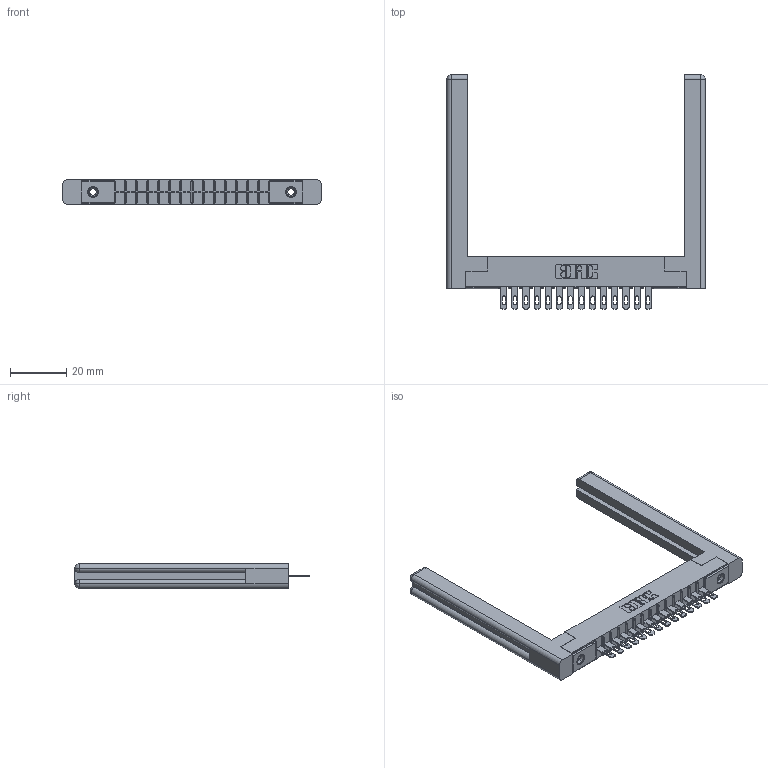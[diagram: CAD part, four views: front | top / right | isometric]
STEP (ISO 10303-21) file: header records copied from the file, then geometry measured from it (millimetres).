
FILE_DESCRIPTION (( 'STEP AP203' ), '1' );
FILE_NAME ('306-014-400-158.STEP', '2020-09-21T17:48:53', ( '' ), ( '' ), 'SwSTEP 2.0', 'SolidWorks 2020', '' );
FILE_SCHEMA (( 'CONFIG_CONTROL_DESIGN' ));
Length unit declared in the file: inch
Products named in the file (5): 306-290-001_100; 306 Part_.156 Dia; 306-014-400-158; 307-220-058; 345-250-001_345-250-001-102
Assembly tree (19 placements, depth 2):
  306-014-400-158
    306 Part_.156 Dia
    306-290-001_100  x14
    345-250-001_345-250-001-102  x2
    307-220-058  x2
Bounding box: 92.1 x 83.52 x 8.71 mm (x, y, z)
Volume: 13950.7 mm3; surface area: 14592.2 mm2
Topology: 19 solids, 19 shells, 1322 faces, 3680 edges, 2364 vertices
Faces by surface type: plane 852, cylinder 390, sphere 56, cone 12, torus 12
Entity records: 19480 total; most frequent: CARTESIAN_POINT 3276, DIRECTION 3189, ORIENTED_EDGE 3186, EDGE_CURVE 1593, LINE 1223, VECTOR 1223, VERTEX_POINT 1016, AXIS2_PLACEMENT_3D 983
